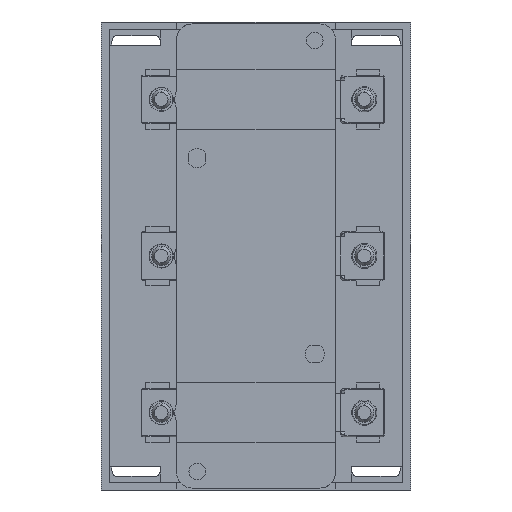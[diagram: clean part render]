
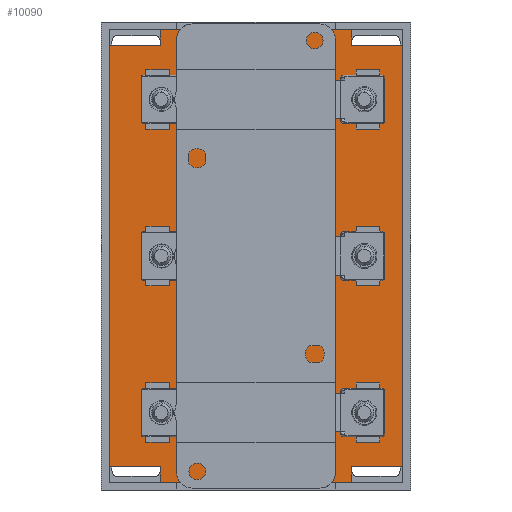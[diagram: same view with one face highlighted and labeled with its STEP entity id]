
A CAD part, front view. The second image highlights one B-rep face of the part: STEP entity #10090.
In plain terms, the highlighted planar face has unit normal (0, -1, 0).
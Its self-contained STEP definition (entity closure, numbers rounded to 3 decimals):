
#6693=DIRECTION('',(-1.,0.,0.));
#6694=VECTOR('',#6693,49.5);
#6695=CARTESIAN_POINT('',(24.75,42.,-58.5));
#6696=LINE('',#6695,#6694);
#6700=DIRECTION('',(0.,0.,1.));
#6701=VECTOR('',#6700,109.);
#6702=CARTESIAN_POINT('',(-38.,42.,-54.5));
#6703=LINE('',#6702,#6701);
#6707=DIRECTION('',(1.,0.,0.));
#6708=VECTOR('',#6707,49.5);
#6709=CARTESIAN_POINT('',(-24.75,42.,58.5));
#6710=LINE('',#6709,#6708);
#6714=CARTESIAN_POINT('',(0.,42.,40.5));
#6715=DIRECTION('',(0.,-1.,0.));
#6716=DIRECTION('',(0.,0.,1.));
#6717=AXIS2_PLACEMENT_3D('',#6714,#6715,#6716);
#6722=CARTESIAN_POINT('',(0.,42.,40.5));
#6723=DIRECTION('',(0.,-1.,0.));
#6724=DIRECTION('',(-1.,0.,0.));
#6725=AXIS2_PLACEMENT_3D('',#6722,#6723,#6724);
#6730=CARTESIAN_POINT('',(0.,42.,40.5));
#6731=DIRECTION('',(0.,-1.,0.));
#6732=DIRECTION('',(0.,0.,-1.));
#6733=AXIS2_PLACEMENT_3D('',#6730,#6731,#6732);
#6738=CARTESIAN_POINT('',(0.,42.,40.5));
#6739=DIRECTION('',(0.,-1.,0.));
#6740=DIRECTION('',(1.,0.,0.));
#6741=AXIS2_PLACEMENT_3D('',#6738,#6739,#6740);
#6746=CARTESIAN_POINT('',(0.,42.,0.));
#6747=DIRECTION('',(0.,-1.,0.));
#6748=DIRECTION('',(0.,0.,1.));
#6749=AXIS2_PLACEMENT_3D('',#6746,#6747,#6748);
#6754=CARTESIAN_POINT('',(0.,42.,0.));
#6755=DIRECTION('',(0.,-1.,0.));
#6756=DIRECTION('',(-1.,0.,0.));
#6757=AXIS2_PLACEMENT_3D('',#6754,#6755,#6756);
#6762=CARTESIAN_POINT('',(0.,42.,0.));
#6763=DIRECTION('',(0.,-1.,0.));
#6764=DIRECTION('',(0.,0.,-1.));
#6765=AXIS2_PLACEMENT_3D('',#6762,#6763,#6764);
#6770=CARTESIAN_POINT('',(0.,42.,0.));
#6771=DIRECTION('',(0.,-1.,0.));
#6772=DIRECTION('',(1.,0.,0.));
#6773=AXIS2_PLACEMENT_3D('',#6770,#6771,#6772);
#6778=CARTESIAN_POINT('',(0.,42.,-40.5));
#6779=DIRECTION('',(0.,-1.,0.));
#6780=DIRECTION('',(0.,0.,1.));
#6781=AXIS2_PLACEMENT_3D('',#6778,#6779,#6780);
#6786=CARTESIAN_POINT('',(0.,42.,-40.5));
#6787=DIRECTION('',(0.,-1.,0.));
#6788=DIRECTION('',(-1.,0.,0.));
#6789=AXIS2_PLACEMENT_3D('',#6786,#6787,#6788);
#6794=CARTESIAN_POINT('',(0.,42.,-40.5));
#6795=DIRECTION('',(0.,-1.,0.));
#6796=DIRECTION('',(0.,0.,-1.));
#6797=AXIS2_PLACEMENT_3D('',#6794,#6795,#6796);
#6802=CARTESIAN_POINT('',(0.,42.,-40.5));
#6803=DIRECTION('',(0.,-1.,0.));
#6804=DIRECTION('',(1.,0.,0.));
#6805=AXIS2_PLACEMENT_3D('',#6802,#6803,#6804);
#7170=DIRECTION('',(1.,0.,0.));
#7171=VECTOR('',#7170,13.25);
#7172=CARTESIAN_POINT('',(24.75,42.,-54.5));
#7173=LINE('',#7172,#7171);
#7191=DIRECTION('',(0.,0.,1.));
#7192=VECTOR('',#7191,109.);
#7193=CARTESIAN_POINT('',(38.,42.,-54.5));
#7194=LINE('',#7193,#7192);
#7226=DIRECTION('',(-1.,0.,0.));
#7227=VECTOR('',#7226,13.25);
#7228=CARTESIAN_POINT('',(38.,42.,54.5));
#7229=LINE('',#7228,#7227);
#7600=DIRECTION('',(0.,0.,1.));
#7601=VECTOR('',#7600,4.);
#7602=CARTESIAN_POINT('',(24.75,42.,-58.5));
#7603=LINE('',#7602,#7601);
#7621=DIRECTION('',(0.,0.,1.));
#7622=VECTOR('',#7621,4.);
#7623=CARTESIAN_POINT('',(24.75,42.,54.5));
#7624=LINE('',#7623,#7622);
#8459=DIRECTION('',(1.,0.,0.));
#8460=VECTOR('',#8459,13.25);
#8461=CARTESIAN_POINT('',(-38.,42.,-54.5));
#8462=LINE('',#8461,#8460);
#8494=DIRECTION('',(0.,0.,-1.));
#8495=VECTOR('',#8494,4.);
#8496=CARTESIAN_POINT('',(-24.75,42.,58.5));
#8497=LINE('',#8496,#8495);
#8508=DIRECTION('',(0.,0.,-1.));
#8509=VECTOR('',#8508,4.);
#8510=CARTESIAN_POINT('',(-24.75,42.,-54.5));
#8511=LINE('',#8510,#8509);
#8629=DIRECTION('',(-1.,0.,0.));
#8630=VECTOR('',#8629,13.25);
#8631=CARTESIAN_POINT('',(-24.75,42.,54.5));
#8632=LINE('',#8631,#8630);
#8948=CARTESIAN_POINT('',(24.75,42.,58.5));
#8949=VERTEX_POINT('',#8948);
#8950=CARTESIAN_POINT('',(-24.75,42.,58.5));
#8951=VERTEX_POINT('',#8950);
#9076=CARTESIAN_POINT('',(0.,42.,-15.5));
#9077=VERTEX_POINT('',#9076);
#9078=CARTESIAN_POINT('',(0.,42.,15.5));
#9079=CARTESIAN_POINT('',(-15.5,42.,0.));
#9080=VERTEX_POINT('',#9078);
#9081=VERTEX_POINT('',#9079);
#9086=CARTESIAN_POINT('',(15.5,42.,0.));
#9087=VERTEX_POINT('',#9086);
#9088=CARTESIAN_POINT('',(24.75,42.,-58.5));
#9089=CARTESIAN_POINT('',(-24.75,42.,-58.5));
#9090=VERTEX_POINT('',#9088);
#9091=VERTEX_POINT('',#9089);
#9092=CARTESIAN_POINT('',(-24.75,42.,-54.5));
#9093=VERTEX_POINT('',#9092);
#9094=CARTESIAN_POINT('',(-38.,42.,-54.5));
#9095=VERTEX_POINT('',#9094);
#9096=CARTESIAN_POINT('',(-38.,42.,54.5));
#9097=VERTEX_POINT('',#9096);
#9098=CARTESIAN_POINT('',(-24.75,42.,54.5));
#9099=VERTEX_POINT('',#9098);
#9100=CARTESIAN_POINT('',(24.75,42.,54.5));
#9101=VERTEX_POINT('',#9100);
#9102=CARTESIAN_POINT('',(38.,42.,54.5));
#9103=VERTEX_POINT('',#9102);
#9104=CARTESIAN_POINT('',(38.,42.,-54.5));
#9105=VERTEX_POINT('',#9104);
#9106=CARTESIAN_POINT('',(24.75,42.,-54.5));
#9107=VERTEX_POINT('',#9106);
#9108=CARTESIAN_POINT('',(0.,42.,56.));
#9109=CARTESIAN_POINT('',(-15.5,42.,40.5));
#9110=VERTEX_POINT('',#9108);
#9111=VERTEX_POINT('',#9109);
#9112=CARTESIAN_POINT('',(0.,42.,25.));
#9113=VERTEX_POINT('',#9112);
#9114=CARTESIAN_POINT('',(15.5,42.,40.5));
#9115=VERTEX_POINT('',#9114);
#9116=CARTESIAN_POINT('',(0.,42.,-25.));
#9117=CARTESIAN_POINT('',(-15.5,42.,-40.5));
#9118=VERTEX_POINT('',#9116);
#9119=VERTEX_POINT('',#9117);
#9120=CARTESIAN_POINT('',(0.,42.,-56.));
#9121=VERTEX_POINT('',#9120);
#9122=CARTESIAN_POINT('',(15.5,42.,-40.5));
#9123=VERTEX_POINT('',#9122);
#10034=CARTESIAN_POINT('',(40.,42.,-60.5));
#10035=DIRECTION('',(0.,1.,0.));
#10036=DIRECTION('',(-1.,0.,0.));
#10037=AXIS2_PLACEMENT_3D('',#10034,#10035,#10036);
#10038=PLANE('',#10037);
#10040=ORIENTED_EDGE('',*,*,#10039,.T.);
#10042=ORIENTED_EDGE('',*,*,#10041,.F.);
#10044=ORIENTED_EDGE('',*,*,#10043,.F.);
#10046=ORIENTED_EDGE('',*,*,#10045,.T.);
#10048=ORIENTED_EDGE('',*,*,#10047,.F.);
#10050=ORIENTED_EDGE('',*,*,#10049,.F.);
#10051=ORIENTED_EDGE('',*,*,#9491,.T.);
#10053=ORIENTED_EDGE('',*,*,#10052,.F.);
#10055=ORIENTED_EDGE('',*,*,#10054,.F.);
#10057=ORIENTED_EDGE('',*,*,#10056,.F.);
#10059=ORIENTED_EDGE('',*,*,#10058,.F.);
#10061=ORIENTED_EDGE('',*,*,#10060,.F.);
#10062=EDGE_LOOP('',(#10040,#10042,#10044,#10046,#10048,#10050,#10051,#10053,
#10055,#10057,#10059,#10061));
#10063=FACE_OUTER_BOUND('',#10062,.F.);
#10065=ORIENTED_EDGE('',*,*,#10064,.T.);
#10067=ORIENTED_EDGE('',*,*,#10066,.T.);
#10069=ORIENTED_EDGE('',*,*,#10068,.T.);
#10071=ORIENTED_EDGE('',*,*,#10070,.T.);
#10072=EDGE_LOOP('',(#10065,#10067,#10069,#10071));
#10073=FACE_BOUND('',#10072,.F.);
#10074=ORIENTED_EDGE('',*,*,#9987,.T.);
#10075=ORIENTED_EDGE('',*,*,#9985,.T.);
#10076=ORIENTED_EDGE('',*,*,#10017,.T.);
#10077=ORIENTED_EDGE('',*,*,#10015,.T.);
#10078=EDGE_LOOP('',(#10074,#10075,#10076,#10077));
#10079=FACE_BOUND('',#10078,.F.);
#10081=ORIENTED_EDGE('',*,*,#10080,.T.);
#10083=ORIENTED_EDGE('',*,*,#10082,.T.);
#10085=ORIENTED_EDGE('',*,*,#10084,.T.);
#10087=ORIENTED_EDGE('',*,*,#10086,.T.);
#10088=EDGE_LOOP('',(#10081,#10083,#10085,#10087));
#10089=FACE_BOUND('',#10088,.F.);
#6718=CIRCLE('',#6717,15.5);
#6726=CIRCLE('',#6725,15.5);
#6734=CIRCLE('',#6733,15.5);
#6742=CIRCLE('',#6741,15.5);
#6750=CIRCLE('',#6749,15.5);
#6758=CIRCLE('',#6757,15.5);
#6766=CIRCLE('',#6765,15.5);
#6774=CIRCLE('',#6773,15.5);
#6782=CIRCLE('',#6781,15.5);
#6790=CIRCLE('',#6789,15.5);
#6798=CIRCLE('',#6797,15.5);
#6806=CIRCLE('',#6805,15.5);
#9491=EDGE_CURVE('',#8951,#8949,#6710,.T.);
#9985=EDGE_CURVE('',#9081,#9077,#6758,.T.);
#9987=EDGE_CURVE('',#9080,#9081,#6750,.T.);
#10015=EDGE_CURVE('',#9087,#9080,#6774,.T.);
#10017=EDGE_CURVE('',#9077,#9087,#6766,.T.);
#10039=EDGE_CURVE('',#9090,#9091,#6696,.T.);
#10041=EDGE_CURVE('',#9093,#9091,#8511,.T.);
#10043=EDGE_CURVE('',#9095,#9093,#8462,.T.);
#10045=EDGE_CURVE('',#9095,#9097,#6703,.T.);
#10047=EDGE_CURVE('',#9099,#9097,#8632,.T.);
#10049=EDGE_CURVE('',#8951,#9099,#8497,.T.);
#10052=EDGE_CURVE('',#9101,#8949,#7624,.T.);
#10054=EDGE_CURVE('',#9103,#9101,#7229,.T.);
#10056=EDGE_CURVE('',#9105,#9103,#7194,.T.);
#10058=EDGE_CURVE('',#9107,#9105,#7173,.T.);
#10060=EDGE_CURVE('',#9090,#9107,#7603,.T.);
#10064=EDGE_CURVE('',#9110,#9111,#6718,.T.);
#10066=EDGE_CURVE('',#9111,#9113,#6726,.T.);
#10068=EDGE_CURVE('',#9113,#9115,#6734,.T.);
#10070=EDGE_CURVE('',#9115,#9110,#6742,.T.);
#10080=EDGE_CURVE('',#9118,#9119,#6782,.T.);
#10082=EDGE_CURVE('',#9119,#9121,#6790,.T.);
#10084=EDGE_CURVE('',#9121,#9123,#6798,.T.);
#10086=EDGE_CURVE('',#9123,#9118,#6806,.T.);
#10090=ADVANCED_FACE('',(#10063,#10073,#10079,#10089),#10038,.F.);
